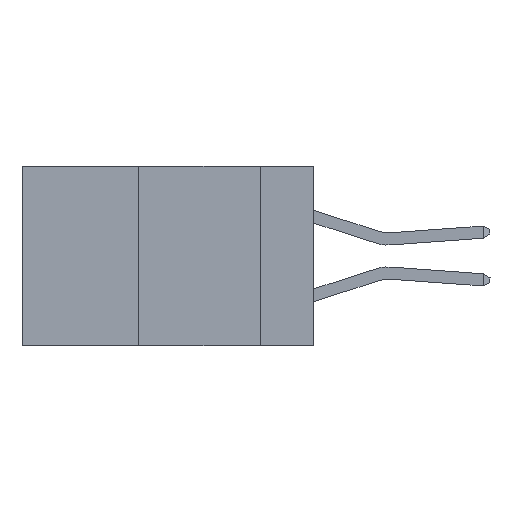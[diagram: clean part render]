
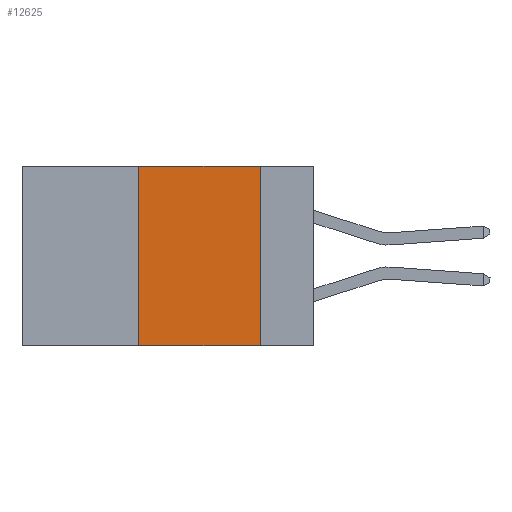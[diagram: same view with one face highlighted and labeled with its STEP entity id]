
A CAD part, left-side view. The second image highlights one B-rep face of the part: STEP entity #12625.
In plain terms, the highlighted planar face has unit normal (-1, 0, 0).
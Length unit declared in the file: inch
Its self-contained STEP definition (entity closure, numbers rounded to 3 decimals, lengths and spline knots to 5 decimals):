
#1039 = CARTESIAN_POINT ( 'NONE',  ( 0., 0.11, 0. ) ) ;
#3690 = VECTOR ( 'NONE', #20362, 39.37008 ) ;
#4021 = DIRECTION ( 'NONE',  ( 0., -1., 0. ) ) ;
#4179 = CARTESIAN_POINT ( 'NONE',  ( 0., 0.36, -0.37 ) ) ;
#5285 = DIRECTION ( 'NONE',  ( 0., 0., 1. ) ) ;
#5836 = LINE ( 'NONE', #22871, #34849 ) ;
#6268 = VERTEX_POINT ( 'NONE', #7719 ) ;
#7088 = CARTESIAN_POINT ( 'NONE',  ( 0., 0.11, -0.37 ) ) ;
#7512 = LINE ( 'NONE', #25010, #10122 ) ;
#7719 = CARTESIAN_POINT ( 'NONE',  ( 0., 0.11, 0. ) ) ;
#7815 = EDGE_CURVE ( 'NONE', #33527, #30446, #7512, .T. ) ;
#10122 = VECTOR ( 'NONE', #5285, 39.37008 ) ;
#11881 = LINE ( 'NONE', #12023, #35670 ) ;
#12023 = CARTESIAN_POINT ( 'NONE',  ( 0., 0.6, -0.37 ) ) ;
#12604 = DIRECTION ( 'NONE',  ( 0., 0., -1. ) ) ;
#12625 = ADVANCED_FACE ( 'NONE', ( #16945 ), #29197, .F. ) ;
#13262 = ORIENTED_EDGE ( 'NONE', *, *, #35506, .F. ) ;
#16945 = FACE_OUTER_BOUND ( 'NONE', #28484, .T. ) ;
#20362 = DIRECTION ( 'NONE',  ( 0., 0., -1. ) ) ;
#20904 = CARTESIAN_POINT ( 'NONE',  ( 0., 0.36, 0. ) ) ;
#21988 = AXIS2_PLACEMENT_3D ( 'NONE', #23246, #26501, #12604 ) ;
#22871 = CARTESIAN_POINT ( 'NONE',  ( 0., 0.6, 0. ) ) ;
#23246 = CARTESIAN_POINT ( 'NONE',  ( 0., 0.6, 0. ) ) ;
#23291 = ORIENTED_EDGE ( 'NONE', *, *, #7815, .F. ) ;
#24451 = EDGE_CURVE ( 'NONE', #30446, #6268, #5836, .T. ) ;
#25010 = CARTESIAN_POINT ( 'NONE',  ( 0., 0.36, 0. ) ) ;
#25321 = EDGE_CURVE ( 'NONE', #33527, #30002, #11881, .T. ) ;
#26501 = DIRECTION ( 'NONE',  ( 1., 0., 0. ) ) ;
#28484 = EDGE_LOOP ( 'NONE', ( #13262, #34185, #23291, #33647 ) ) ;
#29197 = PLANE ( 'NONE',  #21988 ) ;
#30002 = VERTEX_POINT ( 'NONE', #7088 ) ;
#30446 = VERTEX_POINT ( 'NONE', #20904 ) ;
#30646 = DIRECTION ( 'NONE',  ( 0., -1., 0. ) ) ;
#33527 = VERTEX_POINT ( 'NONE', #4179 ) ;
#33647 = ORIENTED_EDGE ( 'NONE', *, *, #25321, .T. ) ;
#34185 = ORIENTED_EDGE ( 'NONE', *, *, #24451, .F. ) ;
#34849 = VECTOR ( 'NONE', #30646, 39.37008 ) ;
#35267 = LINE ( 'NONE', #1039, #3690 ) ;
#35506 = EDGE_CURVE ( 'NONE', #6268, #30002, #35267, .T. ) ;
#35670 = VECTOR ( 'NONE', #4021, 39.37008 ) ;
